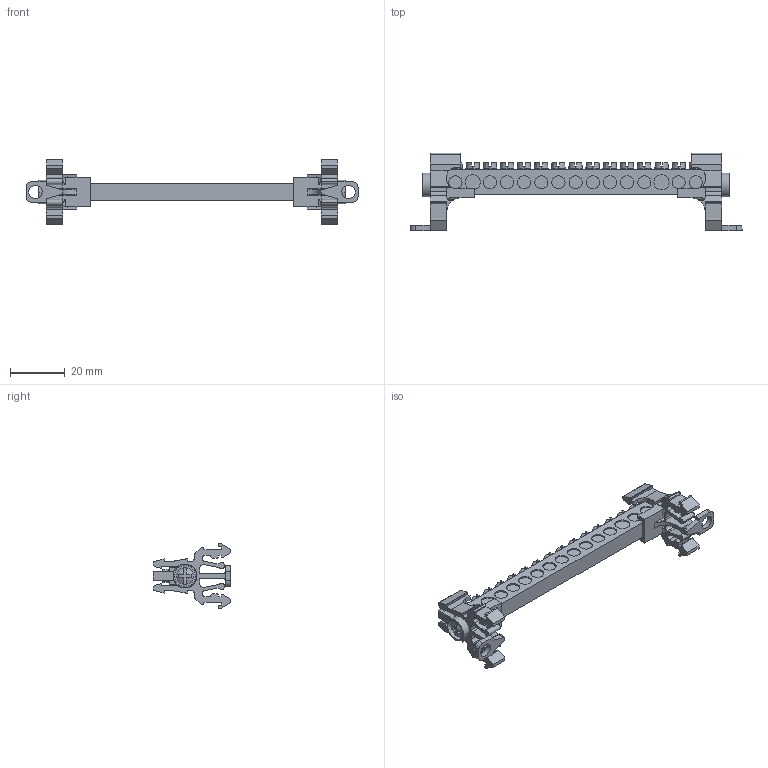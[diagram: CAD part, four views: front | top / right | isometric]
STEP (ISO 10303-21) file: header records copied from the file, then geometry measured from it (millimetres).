
FILE_DESCRIPTION (( 'STEP AP203' ), '1' );
FILE_NAME ('6,5x9 Tek Kutuplu Daðýtýcý Ünite - 15 Delikli - Kapaksýz.STEP', '2018-12-04T12:57:41', ( '' ), ( '' ), 'SwSTEP 2.0', 'SolidWorks 2011', '' );
FILE_SCHEMA (( 'CONFIG_CONTROL_DESIGN' ));
Length unit declared in the file: millimetre
Products named in the file (1): 6,5x9 Tek Kutuplu Daðýtýcý Ünite - 15 Delikli - Kapaksýz
Bounding box: 120.88 x 28.2 x 24 mm (x, y, z)
Volume: 10225.8 mm3; surface area: 9331.2 mm2
Topology: 1 solids, 2 shells, 840 faces, 2303 edges, 1517 vertices
Faces by surface type: plane 468, cylinder 244, bspline 98, cone 30
Entity records: 28253 total; most frequent: CARTESIAN_POINT 7071, ORIENTED_EDGE 4606, DIRECTION 4240, EDGE_CURVE 2303, VERTEX_POINT 1517, AXIS2_PLACEMENT_3D 1446, VECTOR 1348, LINE 1348
